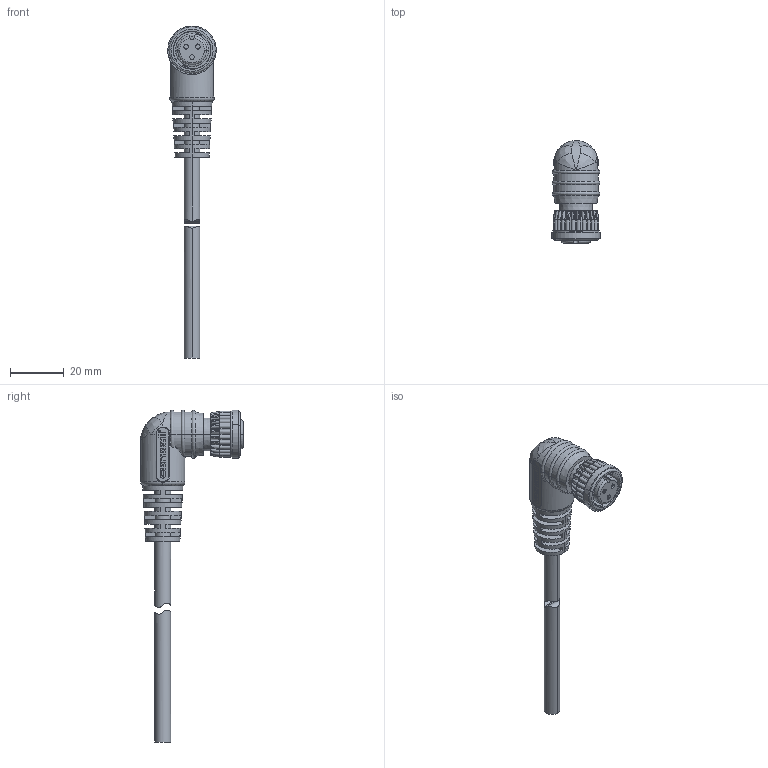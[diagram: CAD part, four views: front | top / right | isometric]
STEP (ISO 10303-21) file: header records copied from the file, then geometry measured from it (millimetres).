
FILE_DESCRIPTION (( 'STEP AP203' ), '1' );
FILE_NAME ('CARA62803S07990.STEP', '2018-10-05T16:45:57', ( '' ), ( '' ), 'SwSTEP 2.0', 'SolidWorks 2017', '' );
FILE_SCHEMA (( 'CONFIG_CONTROL_DESIGN' ));
Length unit declared in the file: inch
Products named in the file (1): CARA62803S07990
Bounding box: 18.02 x 38.23 x 123.31 mm (x, y, z)
Volume: 13532.4 mm3; surface area: 7281.8 mm2
Topology: 2 solids, 2 shells, 601 faces, 1613 edges, 1048 vertices
Faces by surface type: cylinder 258, plane 235, torus 42, cone 34, bspline 29, sphere 3
Entity records: 20788 total; most frequent: CARTESIAN_POINT 6538, ORIENTED_EDGE 3212, DIRECTION 2751, EDGE_CURVE 1606, VERTEX_POINT 1046, AXIS2_PLACEMENT_3D 1024, VECTOR 703, LINE 703
